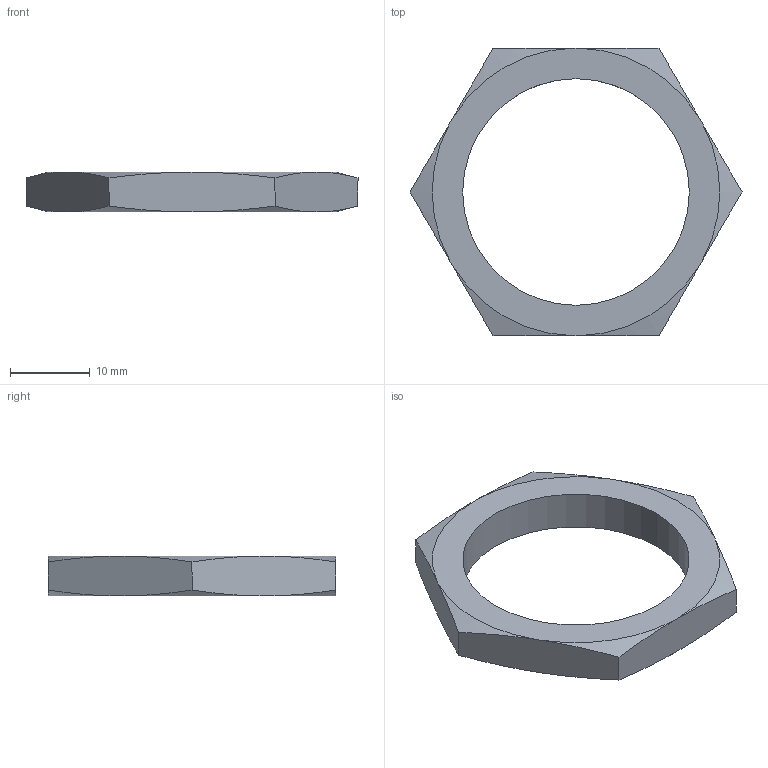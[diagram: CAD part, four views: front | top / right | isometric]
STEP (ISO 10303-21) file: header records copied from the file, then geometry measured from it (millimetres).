
FILE_DESCRIPTION (( 'STEP AP214' ), '1' );
FILE_NAME ('GXM3PD2013.step', '2018-04-12T20:21:01', ( '' ), ( '' ), 'SwSTEP 2.0', 'SolidWorks 2017', '' );
FILE_SCHEMA (( 'AUTOMOTIVE_DESIGN' ));
Length unit declared in the file: inch
Products named in the file (1): GXM3PD2013
Bounding box: 41.57 x 36 x 5 mm (x, y, z)
Volume: 2403 mm3; surface area: 1993 mm2
Topology: 1 solids, 1 shells, 22 faces, 60 edges, 40 vertices
Faces by surface type: cone 12, plane 8, cylinder 2
Entity records: 842 total; most frequent: CARTESIAN_POINT 243, ORIENTED_EDGE 120, DIRECTION 98, EDGE_CURVE 60, VERTEX_POINT 40, AXIS2_PLACEMENT_3D 39, EDGE_LOOP 24, B_SPLINE_CURVE_WITH_KNOTS 24
